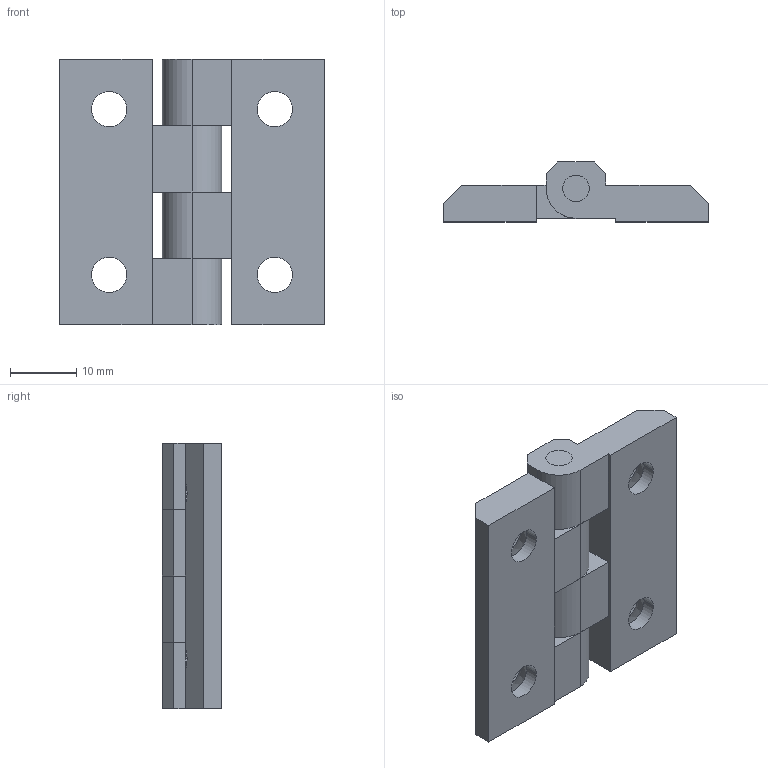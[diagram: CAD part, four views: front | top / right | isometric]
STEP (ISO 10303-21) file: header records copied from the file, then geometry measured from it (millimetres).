
FILE_DESCRIPTION(('STEP AP214'),'1');
FILE_NAME('HALDERN_EH_25160_0010.stp','2020-02-28T09:43:29',('TraceParts'),('TraceParts S.A.'),'Spatial InterOp 3D',' ',' ');
FILE_SCHEMA(('AUTOMOTIVE_DESIGN { 1 0 10303 214 1 1 1 1 }'));
Length unit declared in the file: millimetre
Products named in the file (1): HALDERN_EH_25160_0010_1
Bounding box: 40 x 9 x 40 mm (x, y, z)
Volume: 8017.5 mm3; surface area: 5944.2 mm2
Topology: 3 solids, 3 shells, 84 faces, 230 edges, 148 vertices
Faces by surface type: plane 46, cylinder 30, cone 8
Entity records: 3382 total; most frequent: DIRECTION 472, CARTESIAN_POINT 465, ORIENTED_EDGE 460, EDGE_CURVE 230, LINE 162, VECTOR 162, AXIS2_PLACEMENT_3D 155, VERTEX_POINT 148
